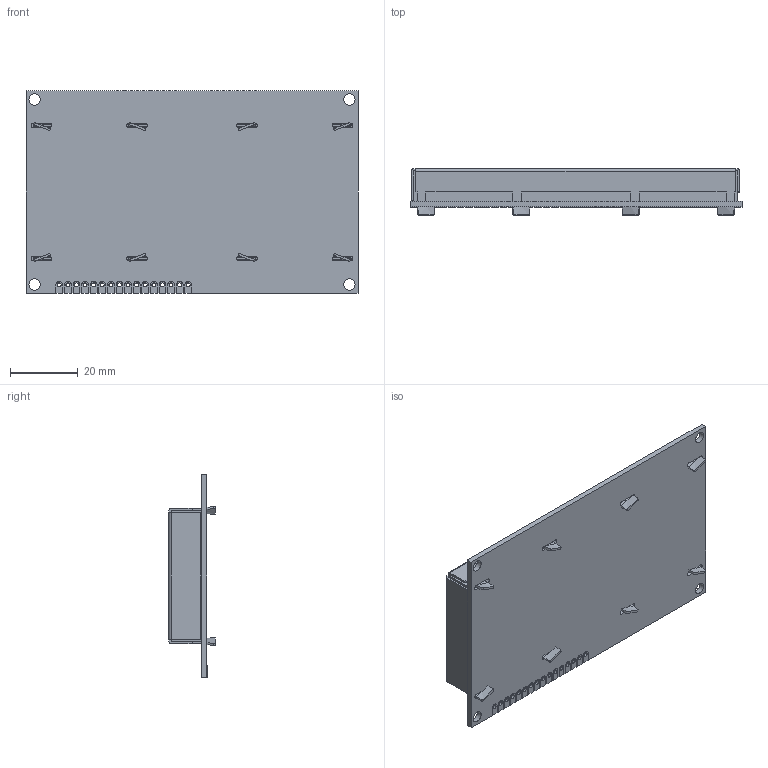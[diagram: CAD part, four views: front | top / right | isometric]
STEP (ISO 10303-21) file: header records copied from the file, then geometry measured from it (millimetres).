
FILE_DESCRIPTION(/* description */ (''),/* implementation_level */ '2;1');
FILE_NAME(/* name */ 'LCD Display 2004.stp',/* time_stamp */ '2017-05-24T17:10:51-04:00',/* author */ ('QC'),/* organization */ (''),/* preprocessor_version */ 'ST-DEVELOPER v16.5',/* originating_system */ 'Autodesk Inventor 2017',/* authorisation */ '');
FILE_SCHEMA (('AUTOMOTIVE_DESIGN { 1 0 10303 214 3 1 1 }'));
Length unit declared in the file: inch
Products named in the file (1): lcd20x4hd44780
Bounding box: 98.07 x 13.65 x 59.94 mm (x, y, z)
Volume: 44932.9 mm3; surface area: 15808.5 mm2
Topology: 1 solids, 1 shells, 480 faces, 1381 edges, 886 vertices
Faces by surface type: plane 253, bspline 139, cylinder 84, torus 4
Full cylindrical faces by diameter (mm): 1.143 x16, 3.353 x4
Entity records: 18012 total; most frequent: CARTESIAN_POINT 5818, ORIENTED_EDGE 2722, DIRECTION 2091, EDGE_CURVE 1361, LINE 999, VECTOR 999, VERTEX_POINT 886, EDGE_LOOP 563
